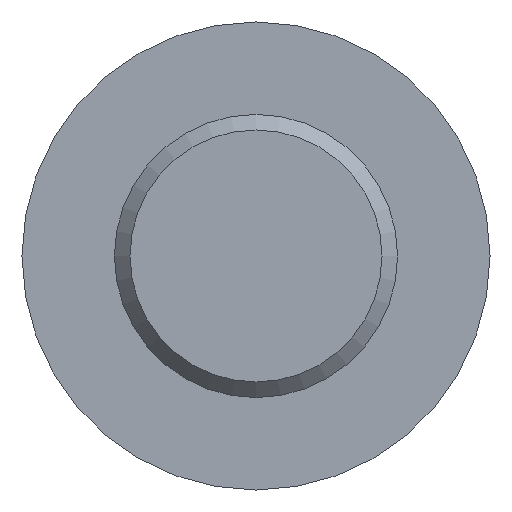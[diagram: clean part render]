
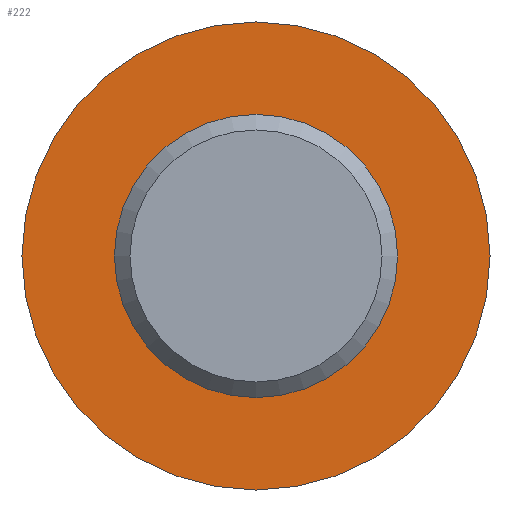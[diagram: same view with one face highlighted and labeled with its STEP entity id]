
A CAD part, front view. The second image highlights one B-rep face of the part: STEP entity #222.
In plain terms, the highlighted planar face has unit normal (0, -1, 0).
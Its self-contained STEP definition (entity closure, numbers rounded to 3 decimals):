
#16=FACE_BOUND('',#51,.T.);
#18=PLANE('',#258);
#35=FACE_OUTER_BOUND('',#50,.T.);
#50=EDGE_LOOP('',(#183));
#51=EDGE_LOOP('',(#184));
#104=CIRCLE('',#249,3.933);
#109=CIRCLE('',#256,6.5);
#112=VERTEX_POINT('',#342);
#116=VERTEX_POINT('',#354);
#132=EDGE_CURVE('',#112,#112,#104,.T.);
#138=EDGE_CURVE('',#116,#116,#109,.T.);
#183=ORIENTED_EDGE('',*,*,#138,.F.);
#184=ORIENTED_EDGE('',*,*,#132,.F.);
#222=ADVANCED_FACE('',(#35,#16),#18,.F.);
#249=AXIS2_PLACEMENT_3D('',#343,#278,#279);
#256=AXIS2_PLACEMENT_3D('',#355,#293,#294);
#258=AXIS2_PLACEMENT_3D('',#370,#304,#305);
#278=DIRECTION('center_axis',(0.,-1.,0.));
#279=DIRECTION('ref_axis',(0.,0.,1.));
#293=DIRECTION('center_axis',(0.,1.,0.));
#294=DIRECTION('ref_axis',(0.,0.,1.));
#304=DIRECTION('center_axis',(0.,1.,0.));
#305=DIRECTION('ref_axis',(0.,0.,1.));
#342=CARTESIAN_POINT('',(0.,0.,-3.933));
#343=CARTESIAN_POINT('Origin',(0.,0.,0.));
#354=CARTESIAN_POINT('',(0.,0.,6.5));
#355=CARTESIAN_POINT('Origin',(0.,0.,0.));
#370=CARTESIAN_POINT('Origin',(0.,0.,0.));
